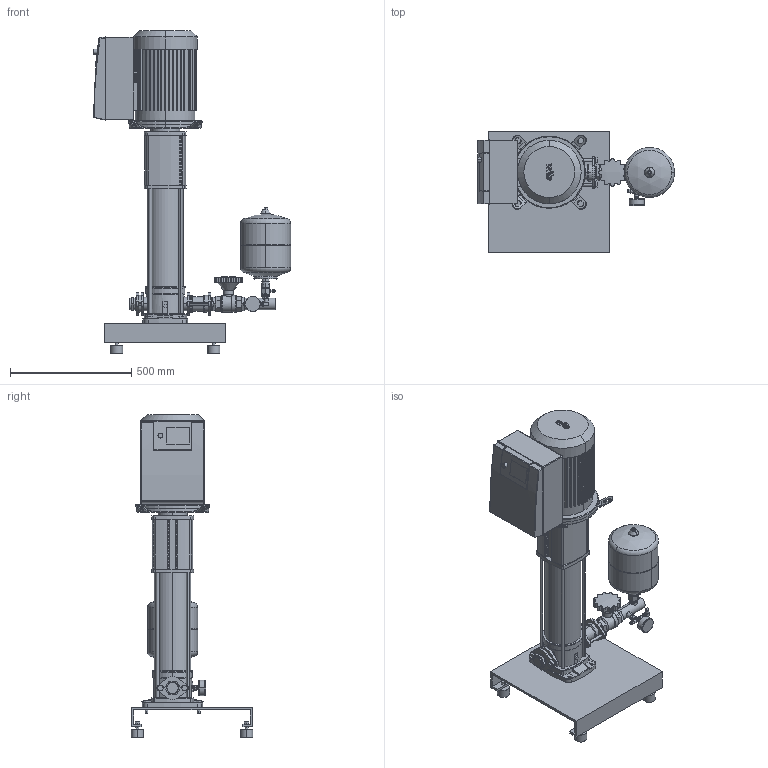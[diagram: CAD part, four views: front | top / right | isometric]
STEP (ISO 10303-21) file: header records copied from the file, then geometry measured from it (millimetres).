
FILE_DESCRIPTION((''),'2;1');
FILE_NAME('3d_SiBoostSmart1HelixVE1009-2537655.stp','2015-08-24T10:45:51',(''),(''),'Mechanical Desktop 2009','Mechanical Desktop 2009',', , ');
FILE_SCHEMA(('CONFIG_CONTROL_DESIGN'));
Length unit declared in the file: millimetre
Products named in the file (1): Product
Bounding box: 812 x 500 x 1332.2 mm (x, y, z)
Volume: 61828817.3 mm3; surface area: 3652337.8 mm2
Topology: 57 solids, 57 shells, 1853 faces, 4769 edges, 3105 vertices
Faces by surface type: plane 746, bspline 483, cylinder 445, cone 88, torus 74, sphere 17
Entity records: 62331 total; most frequent: CARTESIAN_POINT 17205, ORIENTED_EDGE 9514, DIRECTION 8898, EDGE_CURVE 4757, VERTEX_POINT 3105, AXIS2_PLACEMENT_3D 2969, VECTOR 2960, LINE 2960
